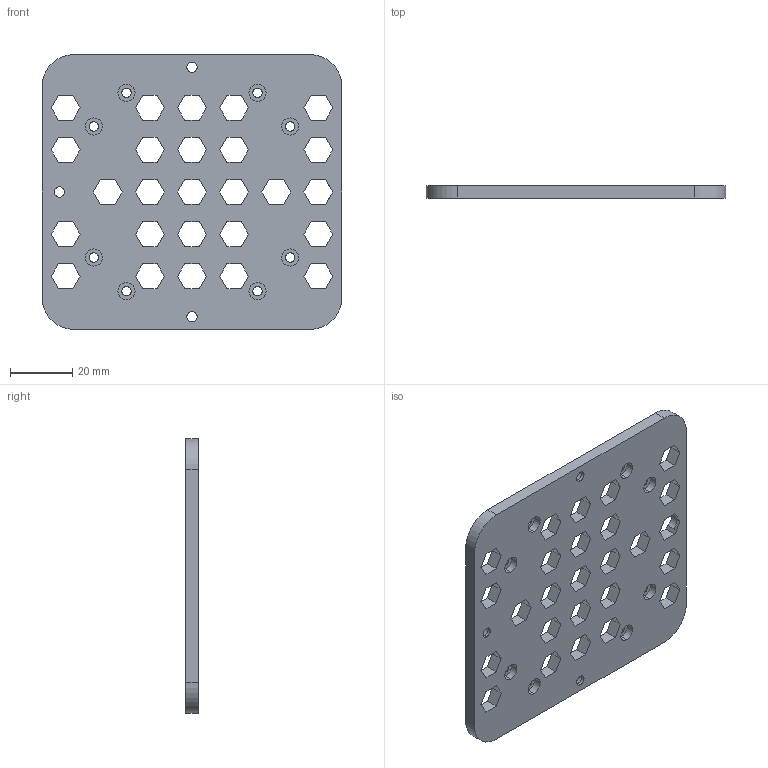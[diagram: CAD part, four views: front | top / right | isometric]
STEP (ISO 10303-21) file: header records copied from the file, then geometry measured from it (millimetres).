
FILE_DESCRIPTION (( 'STEP AP203' ), '1' );
FILE_NAME ('菁啣 樓酗.STEP', '2022-10-18T03:27:03', ( '攣夔' ), ( '' ), 'SwSTEP 2.0', 'SolidWorks 2019', '' );
FILE_SCHEMA (( 'CONFIG_CONTROL_DESIGN' ));
Length unit declared in the file: millimetre
Products named in the file (1): 菁啣 樓酗
Bounding box: 96 x 4 x 88 mm (x, y, z)
Volume: 26833.1 mm3; surface area: 18625.3 mm2
Topology: 1 solids, 1 shells, 223 faces, 630 edges, 420 vertices
Faces by surface type: plane 174, cylinder 49
Entity records: 7387 total; most frequent: CARTESIAN_POINT 1274, ORIENTED_EDGE 1260, DIRECTION 1176, EDGE_CURVE 630, VECTOR 532, LINE 532, VERTEX_POINT 420, AXIS2_PLACEMENT_3D 322
